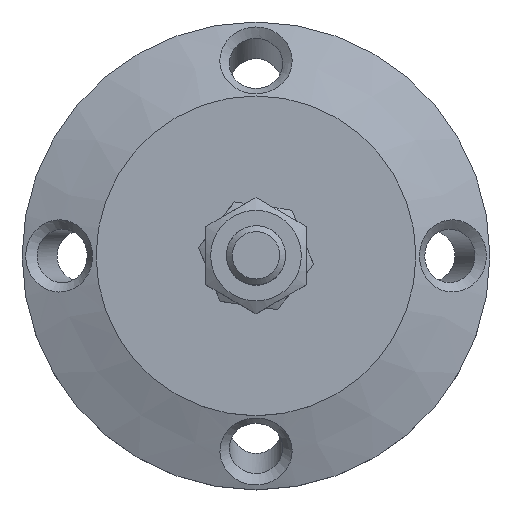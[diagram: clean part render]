
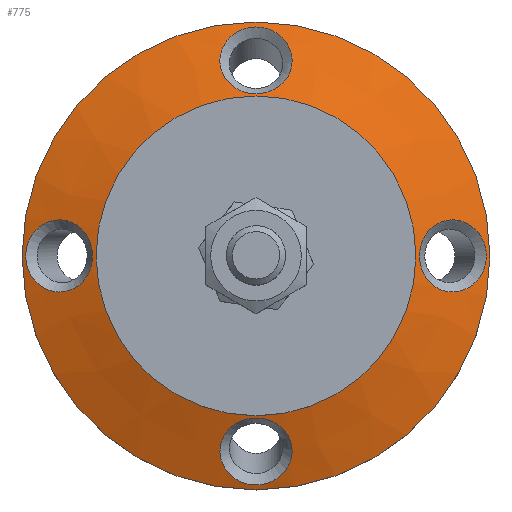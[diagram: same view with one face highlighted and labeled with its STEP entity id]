
A CAD part, top view. The second image highlights one B-rep face of the part: STEP entity #775.
In plain terms, the highlighted conical face has half-angle 70 degrees and reference radius 33.25 mm.
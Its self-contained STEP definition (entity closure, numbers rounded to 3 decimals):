
#140=CIRCLE('',#833,39.5);
#141=CIRCLE('',#834,27.);
#169=CONICAL_SURFACE('',#832,33.25,70.);
#188=FACE_BOUND('',#287,.T.);
#189=FACE_BOUND('',#288,.T.);
#190=FACE_BOUND('',#289,.T.);
#191=FACE_BOUND('',#290,.T.);
#192=FACE_BOUND('',#291,.T.);
#232=FACE_OUTER_BOUND('',#286,.T.);
#286=EDGE_LOOP('',(#565));
#287=EDGE_LOOP('',(#566));
#288=EDGE_LOOP('',(#567));
#289=EDGE_LOOP('',(#568));
#290=EDGE_LOOP('',(#569));
#291=EDGE_LOOP('',(#570));
#366=B_SPLINE_CURVE_WITH_KNOTS('',3,(#1215,#1216,#1217,#1218,#1219,#1220,
#1221,#1222,#1223,#1224,#1225,#1226,#1227,#1228,#1229,#1230,#1231,#1232,
#1233,#1234,#1235,#1236),.UNSPECIFIED.,.T.,.F.,(4,1,1,1,1,1,1,1,1,1,1,1,
1,1,1,1,1,1,1,4),(0.,0.133,0.266,0.399,
0.533,0.666,0.799,1.065,
1.331,1.598,2.13,2.308,2.663,
2.929,3.062,3.195,3.328,3.462,
3.595,3.728),.UNSPECIFIED.);
#368=B_SPLINE_CURVE_WITH_KNOTS('',3,(#1266,#1267,#1268,#1269,#1270,#1271,
#1272,#1273,#1274,#1275,#1276,#1277,#1278,#1279,#1280,#1281,#1282,#1283,
#1284,#1285),.UNSPECIFIED.,.T.,.F.,(4,1,1,1,1,1,1,1,1,1,1,1,1,1,1,1,1,4),
(-3.754,-3.62,-3.486,-3.351,
-3.217,-2.949,-2.681,-2.413,
-1.966,-1.609,-1.072,-0.804,
-0.536,-0.402,-0.268,-0.134,
-0.067,0.),.UNSPECIFIED.);
#369=B_SPLINE_CURVE_WITH_KNOTS('',3,(#1287,#1288,#1289,#1290,#1291,#1292,
#1293,#1294,#1295,#1296,#1297,#1298,#1299,#1300,#1301,#1302,#1303,#1304,
#1305,#1306,#1307,#1308),.UNSPECIFIED.,.T.,.F.,(4,1,1,1,1,1,1,1,1,1,1,1,
1,1,1,1,1,1,1,4),(-3.728,-3.595,-3.462,
-3.328,-3.195,-3.062,-2.929,
-2.663,-2.308,-2.13,-1.598,
-1.331,-1.065,-0.799,-0.666,
-0.533,-0.399,-0.266,-0.133,
0.),.UNSPECIFIED.);
#370=B_SPLINE_CURVE_WITH_KNOTS('',3,(#1312,#1313,#1314,#1315,#1316,#1317,
#1318,#1319,#1320,#1321,#1322,#1323,#1324,#1325,#1326,#1327,#1328,#1329,
#1330,#1331),.UNSPECIFIED.,.T.,.F.,(4,1,1,1,1,1,1,1,1,1,1,1,1,1,1,1,1,4),
(-3.754,-3.687,-3.62,-3.486,
-3.351,-3.217,-2.949,-2.681,
-2.145,-1.787,-1.341,-1.072,
-0.804,-0.536,-0.402,-0.268,
-0.134,0.),.UNSPECIFIED.);
#378=VERTEX_POINT('',#1210);
#380=VERTEX_POINT('',#1263);
#381=VERTEX_POINT('',#1265);
#382=VERTEX_POINT('',#1286);
#383=VERTEX_POINT('',#1309);
#384=VERTEX_POINT('',#1311);
#455=EDGE_CURVE('',#378,#378,#366,.T.);
#458=EDGE_CURVE('',#380,#380,#140,.T.);
#459=EDGE_CURVE('',#381,#381,#368,.T.);
#460=EDGE_CURVE('',#382,#382,#369,.T.);
#461=EDGE_CURVE('',#383,#383,#141,.T.);
#462=EDGE_CURVE('',#384,#384,#370,.T.);
#565=ORIENTED_EDGE('',*,*,#458,.F.);
#566=ORIENTED_EDGE('',*,*,#459,.F.);
#567=ORIENTED_EDGE('',*,*,#460,.F.);
#568=ORIENTED_EDGE('',*,*,#461,.T.);
#569=ORIENTED_EDGE('',*,*,#462,.F.);
#570=ORIENTED_EDGE('',*,*,#455,.F.);
#775=ADVANCED_FACE('',(#232,#188,#189,#190,#191,#192),#169,.T.);
#832=AXIS2_PLACEMENT_3D('',#1262,#924,#925);
#833=AXIS2_PLACEMENT_3D('',#1264,#926,#927);
#834=AXIS2_PLACEMENT_3D('',#1310,#928,#929);
#924=DIRECTION('center_axis',(0.,0.,-1.));
#925=DIRECTION('ref_axis',(0.,1.,0.));
#926=DIRECTION('center_axis',(0.,0.,-1.));
#927=DIRECTION('ref_axis',(0.,1.,0.));
#928=DIRECTION('center_axis',(0.,0.,-1.));
#929=DIRECTION('ref_axis',(0.,1.,0.));
#1210=CARTESIAN_POINT('',(-27.612,0.,14.277));
#1215=CARTESIAN_POINT('Ctrl Pts',(-27.613,0.,
14.277));
#1216=CARTESIAN_POINT('Ctrl Pts',(-27.613,0.302,14.277));
#1217=CARTESIAN_POINT('Ctrl Pts',(-27.64,0.891,14.265));
#1218=CARTESIAN_POINT('Ctrl Pts',(-27.915,2.172,14.14));
#1219=CARTESIAN_POINT('Ctrl Pts',(-28.53,3.504,13.868));
#1220=CARTESIAN_POINT('Ctrl Pts',(-29.49,4.688,13.46));
#1221=CARTESIAN_POINT('Ctrl Pts',(-30.678,5.53,12.982));
#1222=CARTESIAN_POINT('Ctrl Pts',(-32.318,6.147,12.353));
#1223=CARTESIAN_POINT('Ctrl Pts',(-34.479,6.138,11.583));
#1224=CARTESIAN_POINT('Ctrl Pts',(-36.841,4.918,10.804));
#1225=CARTESIAN_POINT('Ctrl Pts',(-39.061,1.998,10.118));
#1226=CARTESIAN_POINT('Ctrl Pts',(-39.067,-1.663,10.117));
#1227=CARTESIAN_POINT('Ctrl Pts',(-37.089,-4.708,10.728));
#1228=CARTESIAN_POINT('Ctrl Pts',(-34.771,-6.141,11.479));
#1229=CARTESIAN_POINT('Ctrl Pts',(-32.317,-6.146,12.353));
#1230=CARTESIAN_POINT('Ctrl Pts',(-30.678,-5.53,12.982));
#1231=CARTESIAN_POINT('Ctrl Pts',(-29.49,-4.688,13.46));
#1232=CARTESIAN_POINT('Ctrl Pts',(-28.53,-3.504,13.868));
#1233=CARTESIAN_POINT('Ctrl Pts',(-27.915,-2.172,14.14));
#1234=CARTESIAN_POINT('Ctrl Pts',(-27.64,-0.891,14.265));
#1235=CARTESIAN_POINT('Ctrl Pts',(-27.613,-0.302,
14.277));
#1236=CARTESIAN_POINT('Ctrl Pts',(-27.613,0.,
14.277));
#1262=CARTESIAN_POINT('Origin',(0.,0.,12.225));
#1263=CARTESIAN_POINT('',(0.,39.5,9.95));
#1264=CARTESIAN_POINT('Origin',(0.,0.,9.95));
#1265=CARTESIAN_POINT('',(-6.045,32.217,12.397));
#1266=CARTESIAN_POINT('Ctrl Pts',(-6.045,32.219,12.396));
#1267=CARTESIAN_POINT('Ctrl Pts',(-6.007,31.943,12.497));
#1268=CARTESIAN_POINT('Ctrl Pts',(-5.893,31.342,12.72));
#1269=CARTESIAN_POINT('Ctrl Pts',(-5.315,30.04,13.225));
#1270=CARTESIAN_POINT('Ctrl Pts',(-4.31,28.902,13.693));
#1271=CARTESIAN_POINT('Ctrl Pts',(-2.816,27.868,14.139));
#1272=CARTESIAN_POINT('Ctrl Pts',(-0.603,27.219,14.435));
#1273=CARTESIAN_POINT('Ctrl Pts',(2.189,27.54,14.288));
#1274=CARTESIAN_POINT('Ctrl Pts',(5.076,29.222,13.54));
#1275=CARTESIAN_POINT('Ctrl Pts',(6.558,32.516,12.251));
#1276=CARTESIAN_POINT('Ctrl Pts',(5.238,36.83,10.806));
#1277=CARTESIAN_POINT('Ctrl Pts',(1.536,38.956,10.168));
#1278=CARTESIAN_POINT('Ctrl Pts',(-2.186,38.473,10.312));
#1279=CARTESIAN_POINT('Ctrl Pts',(-4.121,37.285,10.678));
#1280=CARTESIAN_POINT('Ctrl Pts',(-5.275,35.89,11.125));
#1281=CARTESIAN_POINT('Ctrl Pts',(-5.928,34.514,11.582));
#1282=CARTESIAN_POINT('Ctrl Pts',(-6.103,33.345,11.989));
#1283=CARTESIAN_POINT('Ctrl Pts',(-6.091,32.629,12.246));
#1284=CARTESIAN_POINT('Ctrl Pts',(-6.064,32.357,12.345));
#1285=CARTESIAN_POINT('Ctrl Pts',(-6.045,32.219,12.396));
#1286=CARTESIAN_POINT('',(27.612,0.,14.277));
#1287=CARTESIAN_POINT('Ctrl Pts',(27.613,0.,
14.277));
#1288=CARTESIAN_POINT('Ctrl Pts',(27.613,-0.302,14.277));
#1289=CARTESIAN_POINT('Ctrl Pts',(27.64,-0.891,14.265));
#1290=CARTESIAN_POINT('Ctrl Pts',(27.915,-2.172,14.14));
#1291=CARTESIAN_POINT('Ctrl Pts',(28.53,-3.504,13.868));
#1292=CARTESIAN_POINT('Ctrl Pts',(29.49,-4.688,13.46));
#1293=CARTESIAN_POINT('Ctrl Pts',(30.678,-5.53,12.982));
#1294=CARTESIAN_POINT('Ctrl Pts',(32.317,-6.146,12.353));
#1295=CARTESIAN_POINT('Ctrl Pts',(34.771,-6.141,11.479));
#1296=CARTESIAN_POINT('Ctrl Pts',(37.089,-4.708,10.728));
#1297=CARTESIAN_POINT('Ctrl Pts',(39.067,-1.663,10.117));
#1298=CARTESIAN_POINT('Ctrl Pts',(39.061,1.998,10.118));
#1299=CARTESIAN_POINT('Ctrl Pts',(36.841,4.918,10.804));
#1300=CARTESIAN_POINT('Ctrl Pts',(34.479,6.138,11.583));
#1301=CARTESIAN_POINT('Ctrl Pts',(32.318,6.147,12.353));
#1302=CARTESIAN_POINT('Ctrl Pts',(30.678,5.53,12.982));
#1303=CARTESIAN_POINT('Ctrl Pts',(29.49,4.688,13.46));
#1304=CARTESIAN_POINT('Ctrl Pts',(28.53,3.504,13.868));
#1305=CARTESIAN_POINT('Ctrl Pts',(27.915,2.172,14.14));
#1306=CARTESIAN_POINT('Ctrl Pts',(27.64,0.891,14.265));
#1307=CARTESIAN_POINT('Ctrl Pts',(27.613,0.302,14.277));
#1308=CARTESIAN_POINT('Ctrl Pts',(27.613,0.,
14.277));
#1309=CARTESIAN_POINT('',(0.,27.,14.5));
#1310=CARTESIAN_POINT('Origin',(0.,0.,14.5));
#1311=CARTESIAN_POINT('',(-6.045,-32.217,12.397));
#1312=CARTESIAN_POINT('Ctrl Pts',(-6.045,-32.219,12.396));
#1313=CARTESIAN_POINT('Ctrl Pts',(-6.064,-32.357,12.345));
#1314=CARTESIAN_POINT('Ctrl Pts',(-6.092,-32.629,12.246));
#1315=CARTESIAN_POINT('Ctrl Pts',(-6.103,-33.345,11.989));
#1316=CARTESIAN_POINT('Ctrl Pts',(-5.928,-34.514,11.582));
#1317=CARTESIAN_POINT('Ctrl Pts',(-5.275,-35.89,11.125));
#1318=CARTESIAN_POINT('Ctrl Pts',(-4.123,-37.284,10.679));
#1319=CARTESIAN_POINT('Ctrl Pts',(-2.185,-38.473,10.312));
#1320=CARTESIAN_POINT('Ctrl Pts',(1.537,-38.958,10.168));
#1321=CARTESIAN_POINT('Ctrl Pts',(5.238,-36.83,10.806));
#1322=CARTESIAN_POINT('Ctrl Pts',(6.558,-32.516,12.251));
#1323=CARTESIAN_POINT('Ctrl Pts',(5.076,-29.222,13.54));
#1324=CARTESIAN_POINT('Ctrl Pts',(2.189,-27.54,14.288));
#1325=CARTESIAN_POINT('Ctrl Pts',(-0.603,-27.219,14.435));
#1326=CARTESIAN_POINT('Ctrl Pts',(-2.816,-27.868,14.139));
#1327=CARTESIAN_POINT('Ctrl Pts',(-4.31,-28.902,13.693));
#1328=CARTESIAN_POINT('Ctrl Pts',(-5.315,-30.04,13.225));
#1329=CARTESIAN_POINT('Ctrl Pts',(-5.893,-31.342,12.72));
#1330=CARTESIAN_POINT('Ctrl Pts',(-6.007,-31.943,12.497));
#1331=CARTESIAN_POINT('Ctrl Pts',(-6.045,-32.219,12.396));
